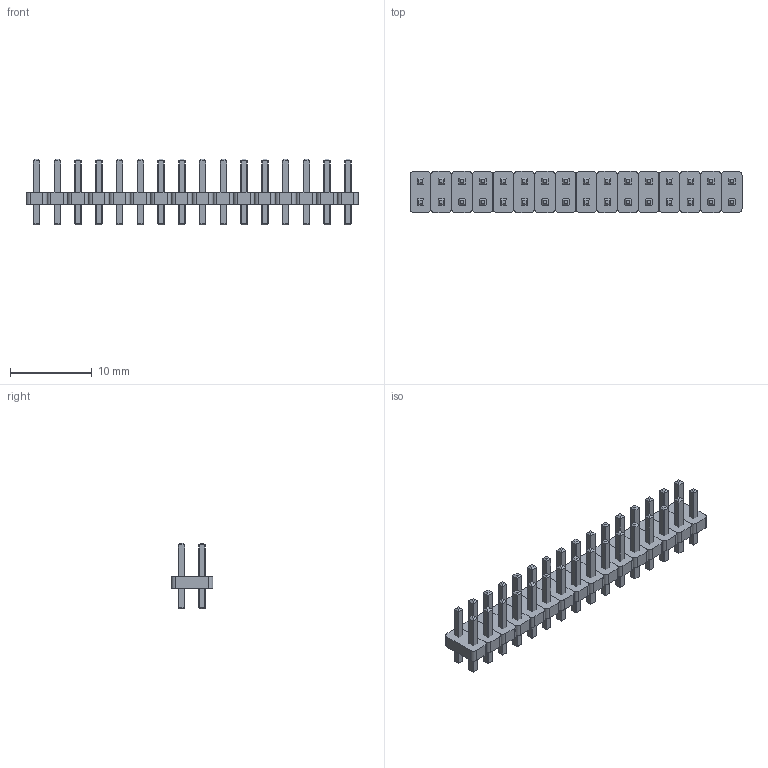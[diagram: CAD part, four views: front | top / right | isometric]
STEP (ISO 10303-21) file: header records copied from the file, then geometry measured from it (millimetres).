
FILE_DESCRIPTION(/* description */ (''),/* implementation_level */ '2;1');
FILE_NAME(/* name */ 'PIN_0.8mm_16x2.step',/* time_stamp */ '2019-04-17T23:25:53+03:00',/* author */ (''),/* organization */ (''),/* preprocessor_version */ 'ST-DEVELOPER v17.2',/* originating_system */ 'Autodesk Translation Framework v7.6.0.251',/* authorisation */ '');
FILE_SCHEMA (('AUTOMOTIVE_DESIGN { 1 0 10303 214 3 1 1 }'));
Length unit declared in the file: millimetre
Products named in the file (2): (Unsaved); PIN_0
Assembly tree (1 placements, depth 2):
  (Unsaved)
    PIN_0
Bounding box: 40.64 x 5.08 x 8 mm (x, y, z)
Volume: 428.3 mm3; surface area: 1660.6 mm2
Topology: 48 solids, 48 shells, 816 faces, 2112 edges, 1408 vertices
Faces by surface type: plane 752, cylinder 64
Entity records: 24504 total; most frequent: CARTESIAN_POINT 4339, ORIENTED_EDGE 4224, DIRECTION 3878, EDGE_CURVE 2112, LINE 1984, VECTOR 1984, VERTEX_POINT 1408, AXIS2_PLACEMENT_3D 947
